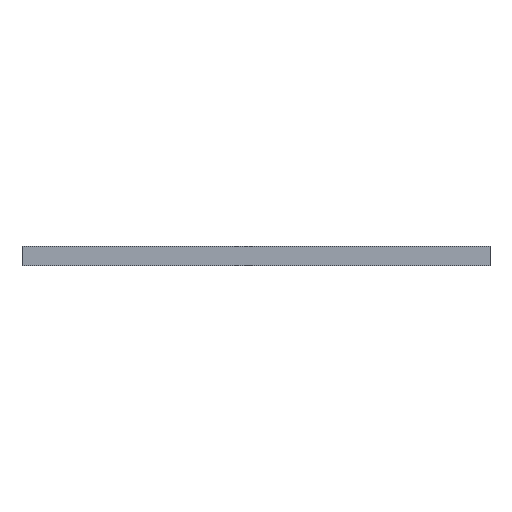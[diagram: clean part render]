
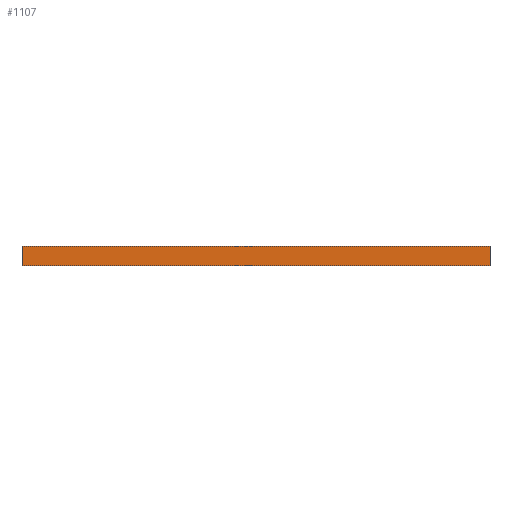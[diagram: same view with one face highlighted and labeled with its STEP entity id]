
A CAD part, front view. The second image highlights one B-rep face of the part: STEP entity #1107.
In plain terms, the highlighted planar face has unit normal (0, -1, 0).
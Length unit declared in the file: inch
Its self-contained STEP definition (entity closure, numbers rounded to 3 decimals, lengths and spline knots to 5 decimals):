
#927=CARTESIAN_POINT('',(-0.75,-0.75,0.25));
#928=VERTEX_POINT('',#927);
#945=CARTESIAN_POINT('',(-0.75,-0.75,0.0));
#946=VERTEX_POINT('',#945);
#953=CARTESIAN_POINT('',(-0.75,-0.75,0.0));
#954=DIRECTION('',(0.0,0.0,1.0));
#955=VECTOR('',#954,0.25);
#956=LINE('',#953,#955);
#957=EDGE_CURVE('',#946,#928,#956,.T.);
#1060=CARTESIAN_POINT('',(5.25,-0.75,0.25));
#1061=VERTEX_POINT('',#1060);
#1068=CARTESIAN_POINT('',(5.25,-0.75,0.0));
#1069=VERTEX_POINT('',#1068);
#1070=CARTESIAN_POINT('',(5.25,-0.75,0.0));
#1071=DIRECTION('',(0.0,0.0,1.0));
#1072=VECTOR('',#1071,0.25);
#1073=LINE('',#1070,#1072);
#1074=EDGE_CURVE('',#1069,#1061,#1073,.T.);
#1086=CARTESIAN_POINT('',(5.25,-0.75,0.0));
#1087=DIRECTION('',(0.0,-1.0,0.0));
#1088=DIRECTION('',(0.0,0.0,-1.0));
#1089=AXIS2_PLACEMENT_3D('',#1086,#1087,#1088);
#1090=PLANE('',#1089);
#1091=CARTESIAN_POINT('',(5.25,-0.75,0.25));
#1092=DIRECTION('',(-1.0,0.0,0.0));
#1093=VECTOR('',#1092,6.0);
#1094=LINE('',#1091,#1093);
#1095=EDGE_CURVE('',#1061,#928,#1094,.T.);
#1096=ORIENTED_EDGE('',*,*,#1095,.T.);
#1097=ORIENTED_EDGE('',*,*,#957,.F.);
#1098=CARTESIAN_POINT('',(-0.75,-0.75,0.0));
#1099=DIRECTION('',(1.0,0.0,0.0));
#1100=VECTOR('',#1099,6.0);
#1101=LINE('',#1098,#1100);
#1102=EDGE_CURVE('',#946,#1069,#1101,.T.);
#1103=ORIENTED_EDGE('',*,*,#1102,.T.);
#1104=ORIENTED_EDGE('',*,*,#1074,.T.);
#1105=EDGE_LOOP('',(#1096,#1097,#1103,#1104));
#1106=FACE_OUTER_BOUND('',#1105,.T.);
#1107=ADVANCED_FACE('',(#1106),#1090,.T.);
